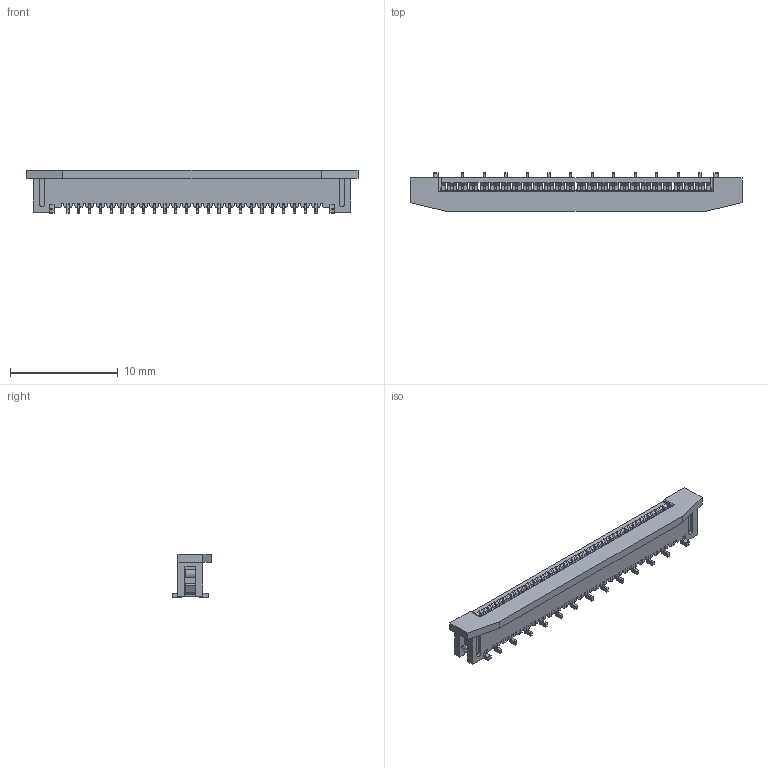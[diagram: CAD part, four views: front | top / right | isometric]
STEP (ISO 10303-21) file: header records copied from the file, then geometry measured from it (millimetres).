
FILE_DESCRIPTION( ( 'Unknown' ), '1' );
FILE_NAME( '686124183822.stp', 'Unknown', ( 'Unknown' ), ( 'Unknown' ), 'PSStep 18.0.17', 'Unknown', ' ' );
FILE_SCHEMA( ( 'AUTOMOTIVE_DESIGN { 1 0 10303 214 1 1 1 1 }' ) );
Length unit declared in the file: millimetre
Products named in the file (6): Assem1; 6861xx183822_Solder pad; 6861xx183822_pin1; 6861xx183822_pin2; 686124183822; 686124183822_Actuator
Assembly tree (28 placements, depth 2):
  Assem1
    6861xx183822_Solder pad  x2
    6861xx183822_pin1  x12
    6861xx183822_pin2  x12
    686124183822
    686124183822_Actuator
Bounding box: 30.8 x 3.6 x 4.03 mm (x, y, z)
Volume: 201 mm3; surface area: 1199 mm2
Topology: 28 solids, 28 shells, 2020 faces, 6464 edges, 4304 vertices
Faces by surface type: plane 1488, cylinder 532
Entity records: 45339 total; most frequent: ORIENTED_EDGE 6994, CARTESIAN_POINT 6837, DIRECTION 5655, EDGE_CURVE 3497, LINE 3367, VECTOR 3367, VERTEX_POINT 2326, AXIS2_PLACEMENT_3D 1144
